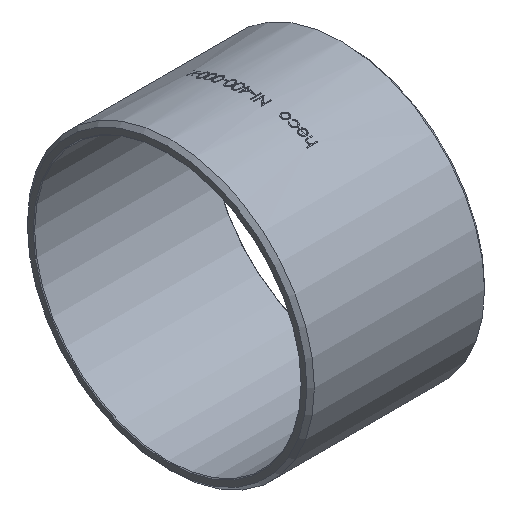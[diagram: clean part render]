
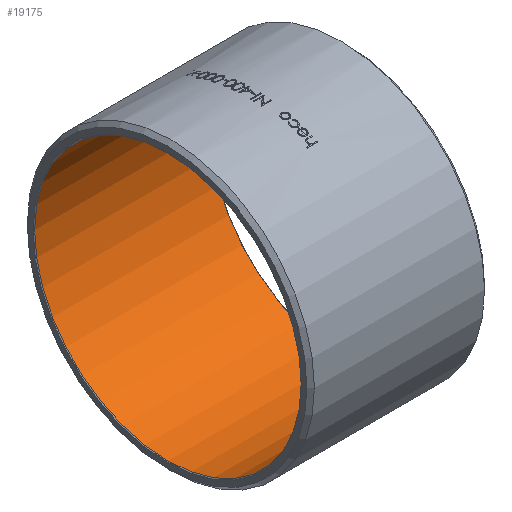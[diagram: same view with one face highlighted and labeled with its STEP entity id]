
A CAD part, isometric view. The second image highlights one B-rep face of the part: STEP entity #19175.
In plain terms, the highlighted cylindrical face has radius 52.5 mm (diameter 105 mm), a full revolution.
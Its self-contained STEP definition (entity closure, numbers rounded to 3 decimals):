
#198 = CARTESIAN_POINT ( 'NONE',  ( 0., 0., 0. ) ) ;
#974 = CARTESIAN_POINT ( 'NONE',  ( 0.3, 0., -52.5 ) ) ;
#1958 = CYLINDRICAL_SURFACE ( 'NONE', #9456, 52.5 ) ;
#2161 = CARTESIAN_POINT ( 'NONE',  ( 0.3, 0., 0. ) ) ;
#3298 = AXIS2_PLACEMENT_3D ( 'NONE', #2161, #18665, #3870 ) ;
#3425 = FACE_OUTER_BOUND ( 'NONE', #21173, .T. ) ;
#3628 = VERTEX_POINT ( 'NONE', #8091 ) ;
#3870 = DIRECTION ( 'NONE',  ( 0., 0., -1. ) ) ;
#7087 = VERTEX_POINT ( 'NONE', #974 ) ;
#7703 = EDGE_CURVE ( 'NONE', #7087, #7087, #9067, .T. ) ;
#8091 = CARTESIAN_POINT ( 'NONE',  ( 69.7, 0., 52.5 ) ) ;
#8245 = CARTESIAN_POINT ( 'NONE',  ( 69.7, 0., 0. ) ) ;
#9067 = CIRCLE ( 'NONE', #3298, 52.5 ) ;
#9456 = AXIS2_PLACEMENT_3D ( 'NONE', #198, #11174, #16546 ) ;
#11174 = DIRECTION ( 'NONE',  ( -1., 0., 0. ) ) ;
#11223 = ORIENTED_EDGE ( 'NONE', *, *, #7703, .T. ) ;
#11683 = CIRCLE ( 'NONE', #23597, 52.5 ) ;
#12104 = DIRECTION ( 'NONE',  ( 1., 0., 0. ) ) ;
#12369 = FACE_OUTER_BOUND ( 'NONE', #15402, .T. ) ;
#15402 = EDGE_LOOP ( 'NONE', ( #23647 ) ) ;
#16546 = DIRECTION ( 'NONE',  ( 0., 0., 1. ) ) ;
#18665 = DIRECTION ( 'NONE',  ( -1., 0., 0. ) ) ;
#19175 = ADVANCED_FACE ( 'NONE', ( #3425, #12369 ), #1958, .F. ) ;
#21173 = EDGE_LOOP ( 'NONE', ( #11223 ) ) ;
#22920 = DIRECTION ( 'NONE',  ( 0., 0., 1. ) ) ;
#23597 = AXIS2_PLACEMENT_3D ( 'NONE', #8245, #12104, #22920 ) ;
#23647 = ORIENTED_EDGE ( 'NONE', *, *, #23678, .T. ) ;
#23678 = EDGE_CURVE ( 'NONE', #3628, #3628, #11683, .T. ) ;
